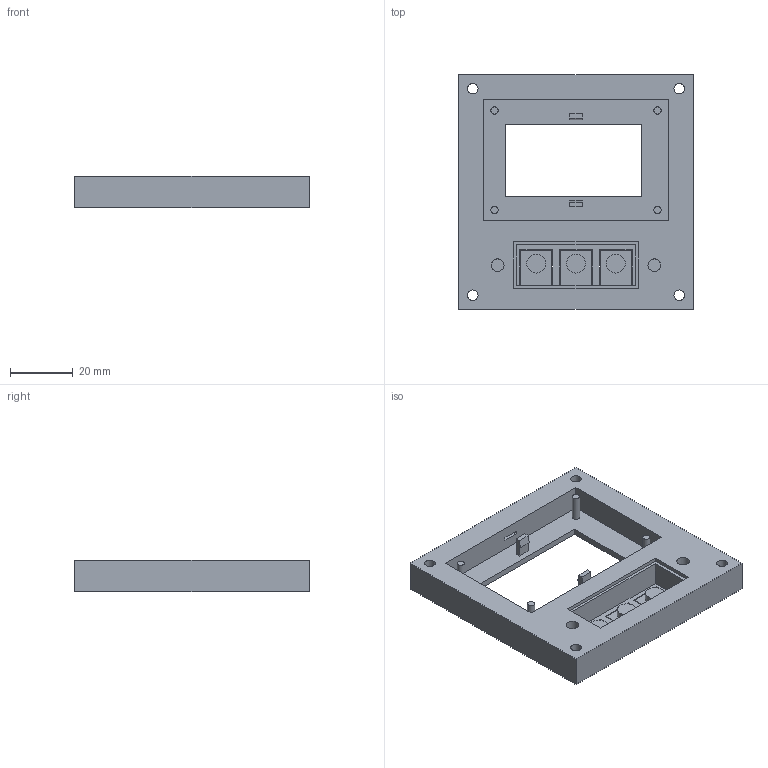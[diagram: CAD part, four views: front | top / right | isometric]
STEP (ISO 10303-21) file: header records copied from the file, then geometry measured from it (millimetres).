
FILE_DESCRIPTION(('FreeCAD Model'),'2;1');
FILE_NAME('Open CASCADE Shape Model','2025-01-25T13:37:13',(''),(''), 'Open CASCADE STEP processor 7.7','FreeCAD','Unknown');
FILE_SCHEMA(('AUTOMOTIVE_DESIGN { 1 0 10303 214 1 1 1 1 }'));
Length unit declared in the file: millimetre
Products named in the file (1): Body
Bounding box: 75 x 75 x 10 mm (x, y, z)
Volume: 30920.9 mm3; surface area: 16360.5 mm2
Topology: 1 solids, 1 shells, 116 faces, 271 edges, 174 vertices
Faces by surface type: plane 99, cylinder 17
Full cylindrical faces by diameter (mm): 2.34 x4, 3.4 x4, 4 x2, 6 x7
Entity records: 6838 total; most frequent: CARTESIAN_POINT 1128, DIRECTION 1077, LINE 745, VECTOR 745, ORIENTED_EDGE 542, PCURVE 542, DEFINITIONAL_REPRESENTATION 542, EDGE_CURVE 271
